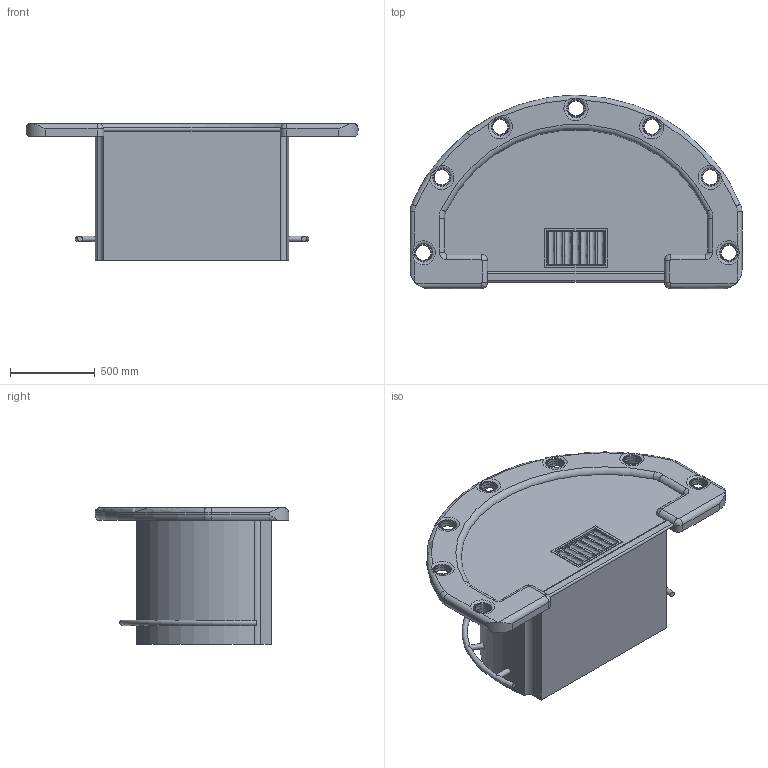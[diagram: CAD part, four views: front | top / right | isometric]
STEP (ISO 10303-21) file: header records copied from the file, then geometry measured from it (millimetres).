
FILE_DESCRIPTION(/* description */ (''),/* implementation_level */ '2;1');
FILE_NAME(/* name */ 'Blackjack Table Clean v2.step',/* time_stamp */ '2022-11-03T15:42:01-06:00',/* author */ (''),/* organization */ (''),/* preprocessor_version */ 'ST-DEVELOPER v19.2',/* originating_system */ 'Autodesk Translation Framework v11.17.0.187',/* authorisation */ '');
FILE_SCHEMA (('AUTOMOTIVE_DESIGN { 1 0 10303 214 3 1 1 }'));
Length unit declared in the file: inch
Products named in the file (13): Blackjack Table Clean; Outside Ring Frame; Foam Padding; Transitions; Transition; Transition(Mirror); Playing Table; Back Bar; Chip Holder; Holder; Playing Surface; Base; Footrail
Assembly tree (17 placements, depth 4):
  Blackjack Table Clean
    Outside Ring Frame
    Foam Padding
    Transitions
      Transition  x4
      Transition(Mirror)  x3
    Playing Table
      Back Bar
      Chip Holder
        Holder
      Playing Surface
    Base
    Footrail
Bounding box: 1955.8 x 1139.83 x 806.45 mm (x, y, z)
Volume: 91791717.5 mm3; surface area: 13305467.1 mm2
Topology: 15 solids, 15 shells, 523 faces, 1428 edges, 937 vertices
Faces by surface type: cylinder 262, plane 210, torus 33, bspline 11, cone 7
Full cylindrical faces by diameter (mm): 31.75 x6, 88.9 x7, 92.075 x14, 107.95 x7
Entity records: 17051 total; most frequent: CARTESIAN_POINT 3742, DIRECTION 2850, ORIENTED_EDGE 2706, EDGE_CURVE 1353, AXIS2_PLACEMENT_3D 1046, VERTEX_POINT 892, LINE 758, VECTOR 758
